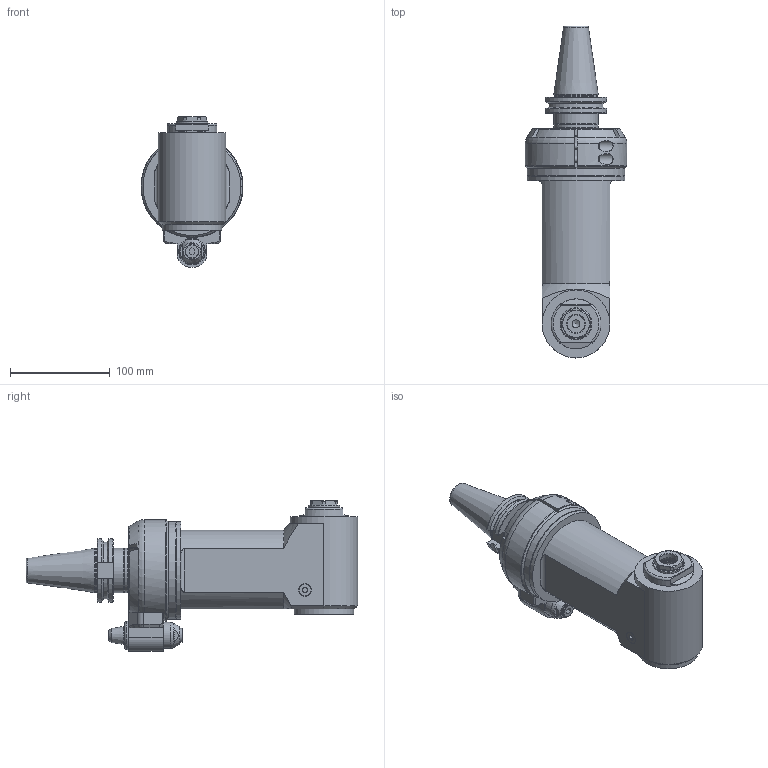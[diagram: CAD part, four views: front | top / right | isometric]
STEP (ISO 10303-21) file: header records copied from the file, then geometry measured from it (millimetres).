
FILE_DESCRIPTION(/* description */ (''),/* implementation_level */ '2;1');
FILE_NAME(/* name */ '9.FL9.16L00-5C40.stp',/* time_stamp */ '2025-02-12T14:55:40-05:00',/* author */ ('jkrenzer'),/* organization */ (''),/* preprocessor_version */ 'ST-DEVELOPER v18.1',/* originating_system */ 'Autodesk Inventor 2022',/* authorisation */ '');
FILE_SCHEMA (('AUTOMOTIVE_DESIGN { 1 0 10303 214 3 1 1 }'));
Length unit declared in the file: millimetre
Products named in the file (26): 9.FL9.16L00-5C40; 9_GA15C_446  (EVO, Type 1, Cat40, 65mm, conical); 9FA636000; VTCEI_M6X30; 9CT401ATC_ASM; 9FA630047; 9FA630056; 9FA630045; 9FA211607; VTCEI_M12X40; VSTEIPCZ_M5X8; 9GP15C_I65_ASM; 9FA636001; VTCEI_M6X16; SPINA-E_6X16; SPINA-E_8X20; 9FA636004; 9PN05000-18; 9FA636044; 9FA634046; 9FA634045; 9FA636019; 9FA610162; OR_2050_AF0; 9FA170812; fl916l0-000000
Assembly tree (30 placements, depth 4):
  9.FL9.16L00-5C40
    9_GA15C_446  (EVO, Type 1, Cat40, 65mm, conical)
      9FA636000
      VTCEI_M6X30  x2
      9CT401ATC_ASM
        9FA630047
        9FA630056
        9FA630045
        9FA211607
        VTCEI_M12X40
        VSTEIPCZ_M5X8  x2
      9GP15C_I65_ASM
        9FA636001
        VTCEI_M6X16  x2
        SPINA-E_6X16  x2
        SPINA-E_8X20  x2
        9FA636004
        9PN05000-18
        9FA636044
        9FA634046
        9FA634045
        9FA636019
        9FA610162
        OR_2050_AF0
        9FA170812
    fl916l0-000000
Bounding box: 102 x 332.25 x 151 mm (x, y, z)
Volume: 1363915.7 mm3; surface area: 188006.4 mm2
Topology: 27 solids, 38 shells, 739 faces, 1765 edges, 1143 vertices
Faces by surface type: plane 312, cylinder 205, cone 169, torus 39, sphere 8, bspline 6
Full cylindrical faces by diameter (mm): 2.5 x2, 2.6 x2, 3 x1, 3.2 x4, 3.3 x4, 4 x4, 4.2 x8, 5 x13, 6 x15, 6.5 x2, 6.75 x2, 7 x2, 8 x7, 8.4 x1, 8.821 x1, 9 x2, 9.2 x1, 9.525 x1, 10 x6, 10.25 x1, 10.4 x2, 10.6 x1, 11 x2, 11.8 x1, 12 x4, 12.5 x2, 12.6 x1, 12.8 x1, 13 x1, 13.376 x1
Entity records: 50785 total; most frequent: CARTESIAN_POINT 34144, DIRECTION 3471, ORIENTED_EDGE 3164, EDGE_CURVE 1588, AXIS2_PLACEMENT_3D 1384, VERTEX_POINT 1045, EDGE_LOOP 787, LINE 703
